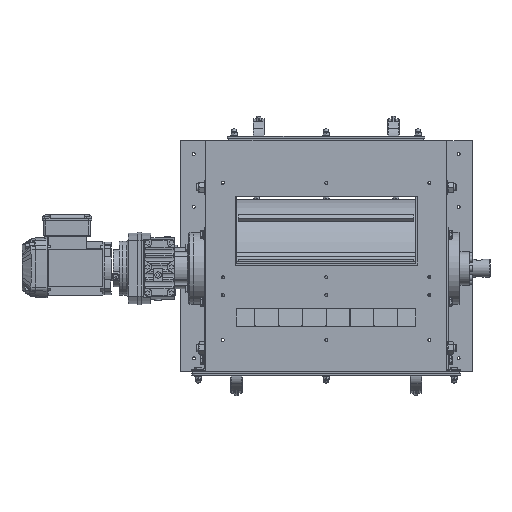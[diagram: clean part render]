
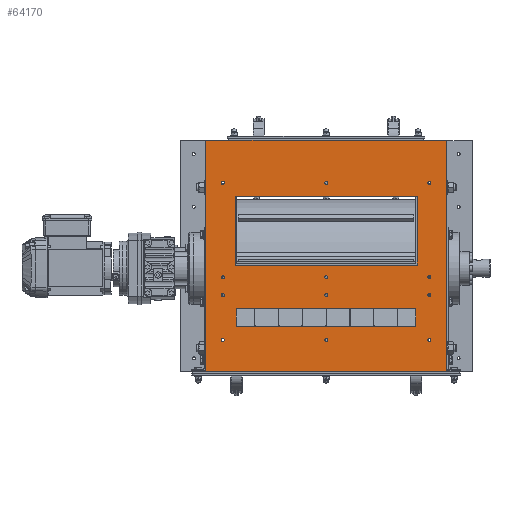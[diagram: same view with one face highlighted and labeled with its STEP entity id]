
A CAD part, top view. The second image highlights one B-rep face of the part: STEP entity #64170.
In plain terms, the highlighted planar face has unit normal (0, 0, 1).
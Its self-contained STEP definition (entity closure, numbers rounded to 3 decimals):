
#3073=PLANE('',#69538);
#4168=FACE_BOUND('',#10593,.T.);
#4169=FACE_BOUND('',#10594,.T.);
#4170=FACE_BOUND('',#10595,.T.);
#4171=FACE_BOUND('',#10596,.T.);
#4172=FACE_BOUND('',#10597,.T.);
#4173=FACE_BOUND('',#10598,.T.);
#4174=FACE_BOUND('',#10599,.T.);
#4175=FACE_BOUND('',#10600,.T.);
#4176=FACE_BOUND('',#10601,.T.);
#4177=FACE_BOUND('',#10602,.T.);
#4178=FACE_BOUND('',#10603,.T.);
#4179=FACE_BOUND('',#10604,.T.);
#4180=FACE_BOUND('',#10605,.T.);
#4181=FACE_BOUND('',#10606,.T.);
#6542=FACE_OUTER_BOUND('',#10592,.T.);
#10592=EDGE_LOOP('',(#50352,#50353,#50354,#50355));
#10593=EDGE_LOOP('',(#50356));
#10594=EDGE_LOOP('',(#50357));
#10595=EDGE_LOOP('',(#50358));
#10596=EDGE_LOOP('',(#50359));
#10597=EDGE_LOOP('',(#50360));
#10598=EDGE_LOOP('',(#50361));
#10599=EDGE_LOOP('',(#50362));
#10600=EDGE_LOOP('',(#50363));
#10601=EDGE_LOOP('',(#50364));
#10602=EDGE_LOOP('',(#50365));
#10603=EDGE_LOOP('',(#50366));
#10604=EDGE_LOOP('',(#50367));
#10605=EDGE_LOOP('',(#50368,#50369,#50370,#50371));
#10606=EDGE_LOOP('',(#50372,#50373,#50374,#50375));
#14434=CIRCLE('',#69505,3.324);
#14435=CIRCLE('',#69507,3.324);
#14436=CIRCLE('',#69509,3.324);
#14437=CIRCLE('',#69511,3.324);
#14438=CIRCLE('',#69513,3.324);
#14439=CIRCLE('',#69515,3.324);
#14440=CIRCLE('',#69517,3.324);
#14441=CIRCLE('',#69519,3.324);
#14442=CIRCLE('',#69521,3.324);
#14443=CIRCLE('',#69523,3.324);
#14444=CIRCLE('',#69525,3.324);
#14445=CIRCLE('',#69527,3.324);
#17977=LINE('',#104408,#22732);
#18017=LINE('',#104506,#22772);
#18735=LINE('',#106697,#23490);
#18736=LINE('',#106699,#23491);
#18737=LINE('',#106703,#23492);
#18740=LINE('',#106708,#23495);
#18742=LINE('',#106712,#23497);
#18744=LINE('',#106715,#23499);
#18745=LINE('',#106719,#23500);
#18749=LINE('',#106725,#23504);
#18751=LINE('',#106729,#23506);
#18754=LINE('',#106733,#23509);
#22732=VECTOR('',#81084,10.);
#22772=VECTOR('',#81182,10.);
#23490=VECTOR('',#82884,10.);
#23491=VECTOR('',#82887,10.);
#23492=VECTOR('',#82890,10.);
#23495=VECTOR('',#82895,10.);
#23497=VECTOR('',#82899,10.);
#23499=VECTOR('',#82903,10.);
#23500=VECTOR('',#82906,10.);
#23504=VECTOR('',#82912,10.);
#23506=VECTOR('',#82916,10.);
#23509=VECTOR('',#82921,10.);
#28161=VERTEX_POINT('',#104405);
#28162=VERTEX_POINT('',#104407);
#28191=VERTEX_POINT('',#104504);
#28786=VERTEX_POINT('',#106647);
#28787=VERTEX_POINT('',#106651);
#28788=VERTEX_POINT('',#106655);
#28789=VERTEX_POINT('',#106659);
#28790=VERTEX_POINT('',#106663);
#28791=VERTEX_POINT('',#106667);
#28792=VERTEX_POINT('',#106671);
#28793=VERTEX_POINT('',#106675);
#28794=VERTEX_POINT('',#106679);
#28795=VERTEX_POINT('',#106683);
#28796=VERTEX_POINT('',#106687);
#28797=VERTEX_POINT('',#106691);
#28798=VERTEX_POINT('',#106695);
#28799=VERTEX_POINT('',#106701);
#28800=VERTEX_POINT('',#106702);
#28801=VERTEX_POINT('',#106707);
#28802=VERTEX_POINT('',#106711);
#28803=VERTEX_POINT('',#106717);
#28804=VERTEX_POINT('',#106718);
#28805=VERTEX_POINT('',#106724);
#28806=VERTEX_POINT('',#106728);
#35400=EDGE_CURVE('',#28162,#28161,#17977,.T.);
#35452=EDGE_CURVE('',#28161,#28191,#18017,.T.);
#36373=EDGE_CURVE('',#28786,#28786,#14434,.T.);
#36375=EDGE_CURVE('',#28787,#28787,#14435,.T.);
#36377=EDGE_CURVE('',#28788,#28788,#14436,.T.);
#36379=EDGE_CURVE('',#28789,#28789,#14437,.T.);
#36381=EDGE_CURVE('',#28790,#28790,#14438,.T.);
#36383=EDGE_CURVE('',#28791,#28791,#14439,.T.);
#36385=EDGE_CURVE('',#28792,#28792,#14440,.T.);
#36387=EDGE_CURVE('',#28793,#28793,#14441,.T.);
#36389=EDGE_CURVE('',#28794,#28794,#14442,.T.);
#36391=EDGE_CURVE('',#28795,#28795,#14443,.T.);
#36393=EDGE_CURVE('',#28796,#28796,#14444,.T.);
#36395=EDGE_CURVE('',#28797,#28797,#14445,.T.);
#36398=EDGE_CURVE('',#28191,#28798,#18735,.T.);
#36399=EDGE_CURVE('',#28798,#28162,#18736,.T.);
#36400=EDGE_CURVE('',#28799,#28800,#18737,.T.);
#36403=EDGE_CURVE('',#28800,#28801,#18740,.T.);
#36405=EDGE_CURVE('',#28801,#28802,#18742,.T.);
#36407=EDGE_CURVE('',#28802,#28799,#18744,.T.);
#36408=EDGE_CURVE('',#28803,#28804,#18745,.T.);
#36412=EDGE_CURVE('',#28804,#28805,#18749,.T.);
#36414=EDGE_CURVE('',#28805,#28806,#18751,.T.);
#36417=EDGE_CURVE('',#28806,#28803,#18754,.T.);
#50352=ORIENTED_EDGE('',*,*,#36408,.F.);
#50353=ORIENTED_EDGE('',*,*,#36417,.F.);
#50354=ORIENTED_EDGE('',*,*,#36414,.F.);
#50355=ORIENTED_EDGE('',*,*,#36412,.F.);
#50356=ORIENTED_EDGE('',*,*,#36373,.T.);
#50357=ORIENTED_EDGE('',*,*,#36375,.T.);
#50358=ORIENTED_EDGE('',*,*,#36377,.T.);
#50359=ORIENTED_EDGE('',*,*,#36379,.T.);
#50360=ORIENTED_EDGE('',*,*,#36381,.T.);
#50361=ORIENTED_EDGE('',*,*,#36383,.T.);
#50362=ORIENTED_EDGE('',*,*,#36385,.T.);
#50363=ORIENTED_EDGE('',*,*,#36387,.T.);
#50364=ORIENTED_EDGE('',*,*,#36389,.T.);
#50365=ORIENTED_EDGE('',*,*,#36391,.T.);
#50366=ORIENTED_EDGE('',*,*,#36393,.T.);
#50367=ORIENTED_EDGE('',*,*,#36395,.T.);
#50368=ORIENTED_EDGE('',*,*,#35452,.T.);
#50369=ORIENTED_EDGE('',*,*,#36398,.T.);
#50370=ORIENTED_EDGE('',*,*,#36399,.T.);
#50371=ORIENTED_EDGE('',*,*,#35400,.T.);
#50372=ORIENTED_EDGE('',*,*,#36400,.T.);
#50373=ORIENTED_EDGE('',*,*,#36403,.T.);
#50374=ORIENTED_EDGE('',*,*,#36405,.T.);
#50375=ORIENTED_EDGE('',*,*,#36407,.T.);
#64170=ADVANCED_FACE('',(#6542,#4168,#4169,#4170,#4171,#4172,#4173,#4174,
#4175,#4176,#4177,#4178,#4179,#4180,#4181),#3073,.T.);
#69505=AXIS2_PLACEMENT_3D('',#106648,#82823,#82824);
#69507=AXIS2_PLACEMENT_3D('',#106652,#82828,#82829);
#69509=AXIS2_PLACEMENT_3D('',#106656,#82833,#82834);
#69511=AXIS2_PLACEMENT_3D('',#106660,#82838,#82839);
#69513=AXIS2_PLACEMENT_3D('',#106664,#82843,#82844);
#69515=AXIS2_PLACEMENT_3D('',#106668,#82848,#82849);
#69517=AXIS2_PLACEMENT_3D('',#106672,#82853,#82854);
#69519=AXIS2_PLACEMENT_3D('',#106676,#82858,#82859);
#69521=AXIS2_PLACEMENT_3D('',#106680,#82863,#82864);
#69523=AXIS2_PLACEMENT_3D('',#106684,#82868,#82869);
#69525=AXIS2_PLACEMENT_3D('',#106688,#82873,#82874);
#69527=AXIS2_PLACEMENT_3D('',#106692,#82878,#82879);
#69538=AXIS2_PLACEMENT_3D('',#106735,#82923,#82924);
#81084=DIRECTION('',(0.,-1.,0.));
#81182=DIRECTION('',(-1.,0.,0.));
#82823=DIRECTION('center_axis',(0.,0.,
-1.));
#82824=DIRECTION('ref_axis',(-1.,0.,0.));
#82828=DIRECTION('center_axis',(0.,0.,
-1.));
#82829=DIRECTION('ref_axis',(-1.,0.,0.));
#82833=DIRECTION('center_axis',(0.,0.,
-1.));
#82834=DIRECTION('ref_axis',(-1.,0.,0.));
#82838=DIRECTION('center_axis',(0.,0.,
-1.));
#82839=DIRECTION('ref_axis',(-1.,0.,0.));
#82843=DIRECTION('center_axis',(0.,0.,
-1.));
#82844=DIRECTION('ref_axis',(-1.,0.,0.));
#82848=DIRECTION('center_axis',(0.,0.,
-1.));
#82849=DIRECTION('ref_axis',(-1.,0.,0.));
#82853=DIRECTION('center_axis',(0.,0.,
-1.));
#82854=DIRECTION('ref_axis',(-1.,0.,0.));
#82858=DIRECTION('center_axis',(0.,0.,
-1.));
#82859=DIRECTION('ref_axis',(-1.,0.,0.));
#82863=DIRECTION('center_axis',(0.,0.,
-1.));
#82864=DIRECTION('ref_axis',(-1.,0.,0.));
#82868=DIRECTION('center_axis',(0.,0.,
-1.));
#82869=DIRECTION('ref_axis',(-1.,0.,0.));
#82873=DIRECTION('center_axis',(0.,0.,
-1.));
#82874=DIRECTION('ref_axis',(-1.,0.,0.));
#82878=DIRECTION('center_axis',(0.,0.,
-1.));
#82879=DIRECTION('ref_axis',(-1.,0.,0.));
#82884=DIRECTION('',(0.,1.,0.));
#82887=DIRECTION('',(1.,0.,0.));
#82890=DIRECTION('',(-1.,0.,0.));
#82895=DIRECTION('',(0.,1.,0.));
#82899=DIRECTION('',(1.,0.,0.));
#82903=DIRECTION('',(0.,-1.,0.));
#82906=DIRECTION('',(0.,-1.,0.));
#82912=DIRECTION('',(-1.,0.,0.));
#82916=DIRECTION('',(0.,1.,0.));
#82921=DIRECTION('',(1.,0.,0.));
#82923=DIRECTION('center_axis',(0.,0.,
1.));
#82924=DIRECTION('ref_axis',(-1.,0.,0.));
#104405=CARTESIAN_POINT('',(203.,-20.5,500.));
#104407=CARTESIAN_POINT('',(203.,132.5,500.));
#104408=CARTESIAN_POINT('',(203.,66.25,500.));
#104504=CARTESIAN_POINT('',(-203.,-20.5,500.));
#104506=CARTESIAN_POINT('',(0.,-20.5,500.));
#106647=CARTESIAN_POINT('',(-226.677,-87.5,500.));
#106648=CARTESIAN_POINT('Origin',(-230.,-87.5,500.));
#106651=CARTESIAN_POINT('',(-226.677,-187.5,500.));
#106652=CARTESIAN_POINT('Origin',(-230.,-187.5,500.));
#106655=CARTESIAN_POINT('',(-226.677,-47.5,500.));
#106656=CARTESIAN_POINT('Origin',(-230.,-47.5,500.));
#106659=CARTESIAN_POINT('',(-226.677,162.5,500.));
#106660=CARTESIAN_POINT('Origin',(-230.,162.5,500.));
#106663=CARTESIAN_POINT('',(3.323,-87.5,500.));
#106664=CARTESIAN_POINT('Origin',(0.,-87.5,
500.));
#106667=CARTESIAN_POINT('',(3.323,-187.5,500.));
#106668=CARTESIAN_POINT('Origin',(0.,-187.5,500.));
#106671=CARTESIAN_POINT('',(3.324,-47.5,500.));
#106672=CARTESIAN_POINT('Origin',(0.,-47.5,
500.));
#106675=CARTESIAN_POINT('',(3.324,162.5,500.));
#106676=CARTESIAN_POINT('Origin',(0.,162.5,500.));
#106679=CARTESIAN_POINT('',(233.324,-87.5,500.));
#106680=CARTESIAN_POINT('Origin',(230.,-87.5,500.));
#106683=CARTESIAN_POINT('',(233.324,162.5,500.));
#106684=CARTESIAN_POINT('Origin',(230.,162.5,500.));
#106687=CARTESIAN_POINT('',(233.324,-47.5,500.));
#106688=CARTESIAN_POINT('Origin',(230.,-47.5,500.));
#106691=CARTESIAN_POINT('',(233.324,-187.5,500.));
#106692=CARTESIAN_POINT('Origin',(230.,-187.5,500.));
#106695=CARTESIAN_POINT('',(-203.,132.5,500.));
#106697=CARTESIAN_POINT('',(-203.,-10.25,500.));
#106699=CARTESIAN_POINT('',(-101.5,132.5,500.));
#106701=CARTESIAN_POINT('',(200.,-157.5,500.));
#106702=CARTESIAN_POINT('',(-200.,-157.5,500.));
#106703=CARTESIAN_POINT('',(0.,-157.5,500.));
#106707=CARTESIAN_POINT('',(-200.,-117.5,500.));
#106708=CARTESIAN_POINT('',(-200.,-78.75,500.));
#106711=CARTESIAN_POINT('',(200.,-117.5,500.));
#106712=CARTESIAN_POINT('',(-100.,-117.5,500.));
#106715=CARTESIAN_POINT('',(200.,-58.75,500.));
#106717=CARTESIAN_POINT('',(268.,257.5,500.));
#106718=CARTESIAN_POINT('',(268.,-257.5,500.));
#106719=CARTESIAN_POINT('',(268.,-257.5,500.));
#106724=CARTESIAN_POINT('',(-268.,-257.5,500.));
#106725=CARTESIAN_POINT('',(-268.,-257.5,500.));
#106728=CARTESIAN_POINT('',(-268.,257.5,500.));
#106729=CARTESIAN_POINT('',(-268.,257.5,500.));
#106733=CARTESIAN_POINT('',(268.,257.5,500.));
#106735=CARTESIAN_POINT('Origin',(0.,0.,
500.));
